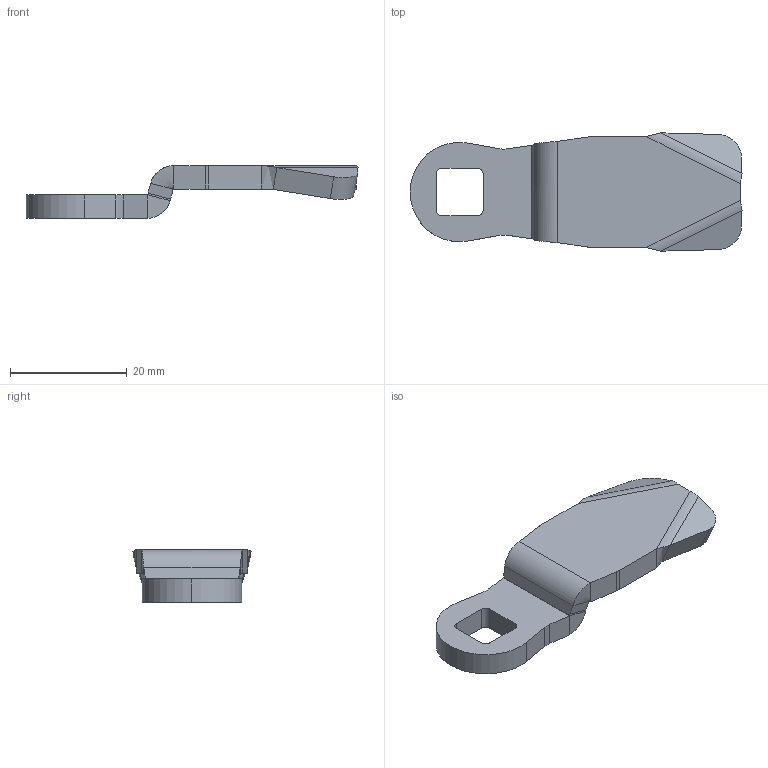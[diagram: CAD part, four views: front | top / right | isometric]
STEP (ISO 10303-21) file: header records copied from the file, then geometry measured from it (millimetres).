
FILE_DESCRIPTION (( 'STEP AP214' ), '1' );
FILE_NAME ('1058_dil.STEP', '2022-10-05T13:21:04', ( '' ), ( '' ), 'SwSTEP 2.0', 'SolidWorks 2021', '' );
FILE_SCHEMA (( 'AUTOMOTIVE_DESIGN' ));
Length unit declared in the file: millimetre
Products named in the file (1): 1058_dil
Bounding box: 56.81 x 20.24 x 9 mm (x, y, z)
Volume: 3777.5 mm3; surface area: 2590.5 mm2
Topology: 1 solids, 1 shells, 61 faces, 145 edges, 86 vertices
Faces by surface type: plane 33, cylinder 20, bspline 8
Entity records: 1823 total; most frequent: CARTESIAN_POINT 455, ORIENTED_EDGE 290, DIRECTION 249, EDGE_CURVE 145, VERTEX_POINT 86, VECTOR 85, LINE 85, AXIS2_PLACEMENT_3D 82
